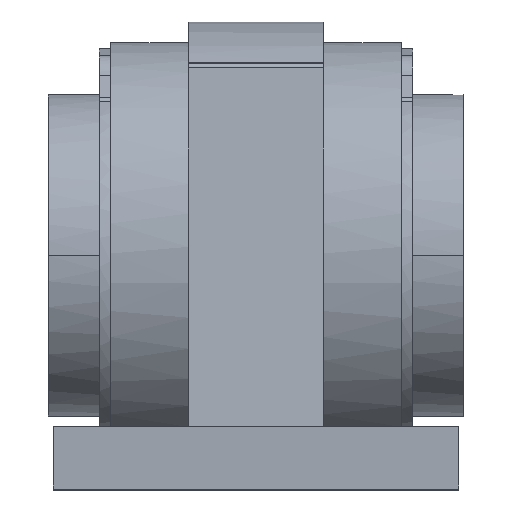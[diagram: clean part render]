
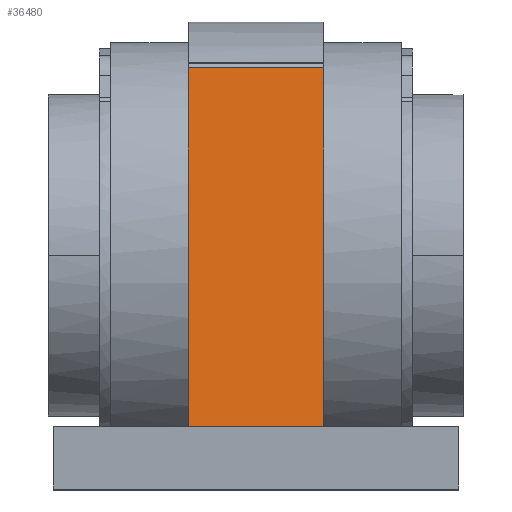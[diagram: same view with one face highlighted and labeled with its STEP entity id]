
A CAD part, top view. The second image highlights one B-rep face of the part: STEP entity #36480.
In plain terms, the highlighted free-form (B-spline) face has degree [1, 1] with [2, 2] control points.
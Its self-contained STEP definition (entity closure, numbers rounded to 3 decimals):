
#36130 = CARTESIAN_POINT ('', (13., 12., 53.999));
#36140 = VERTEX_POINT ('', #36130);
#36150 = CARTESIAN_POINT ('', (13., 81.087, 47.955));
#36160 = VERTEX_POINT ('', #36150);
#36170 = CARTESIAN_POINT ('', (13., 12., 53.999));
#36180 = CARTESIAN_POINT ('', (13., 81.087, 47.955));
#36190 = B_SPLINE_CURVE_WITH_KNOTS ('', 1, (#36170, #36180), .UNSPECIFIED., .F., .U., (2, 2), (0., 1.), .UNSPECIFIED.);
#36200 = EDGE_CURVE ('', #36140, #36160, #36190, .T.);
#36210 = ORIENTED_EDGE ('', *, *, #36200, .T.);
#36220 = CARTESIAN_POINT ('', (-13., 81.087, 47.955));
#36230 = VERTEX_POINT ('', #36220);
#36240 = CARTESIAN_POINT ('', (13., 81.087, 47.955));
#36250 = CARTESIAN_POINT ('', (-13., 81.087, 47.955));
#36260 = B_SPLINE_CURVE_WITH_KNOTS ('', 1, (#36240, #36250), .UNSPECIFIED., .F., .U., (2, 2), (0., 1.), .UNSPECIFIED.);
#36270 = EDGE_CURVE ('', #36160, #36230, #36260, .T.);
#36280 = ORIENTED_EDGE ('', *, *, #36270, .T.);
#36290 = CARTESIAN_POINT ('', (-13., 12., 53.999));
#36300 = VERTEX_POINT ('', #36290);
#36310 = CARTESIAN_POINT ('', (-13., 81.087, 47.955));
#36320 = CARTESIAN_POINT ('', (-13., 12., 53.999));
#36330 = B_SPLINE_CURVE_WITH_KNOTS ('', 1, (#36310, #36320), .UNSPECIFIED., .F., .U., (2, 2), (0., 1.), .UNSPECIFIED.);
#36340 = EDGE_CURVE ('', #36230, #36300, #36330, .T.);
#36350 = ORIENTED_EDGE ('', *, *, #36340, .T.);
#36360 = CARTESIAN_POINT ('', (-13., 12., 53.999));
#36370 = CARTESIAN_POINT ('', (13., 12., 53.999));
#36380 = B_SPLINE_CURVE_WITH_KNOTS ('', 1, (#36360, #36370), .UNSPECIFIED., .F., .U., (2, 2), (0., 1.), .UNSPECIFIED.);
#36390 = EDGE_CURVE ('', #36300, #36140, #36380, .T.);
#36400 = ORIENTED_EDGE ('', *, *, #36390, .T.);
#36410 = EDGE_LOOP ('', (#36210, #36280, #36350, #36400));
#36420 = FACE_OUTER_BOUND ('', #36410, .T.);
#36430 = CARTESIAN_POINT ('', (13., 12., 53.999));
#36440 = CARTESIAN_POINT ('', (-13., 12., 53.999));
#36450 = CARTESIAN_POINT ('', (13., 81.087, 47.955));
#36460 = CARTESIAN_POINT ('', (-13., 81.087, 47.955));
#36470 = B_SPLINE_SURFACE_WITH_KNOTS ('', 1, 1, ((#36430, #36440), (#36450, #36460)), .UNSPECIFIED., .F., .F., .U., (2, 2), (2, 2), (0., 1.), (0., 1.), .UNSPECIFIED.);
#36480 = ADVANCED_FACE ('', (#36420), #36470, .T.);
